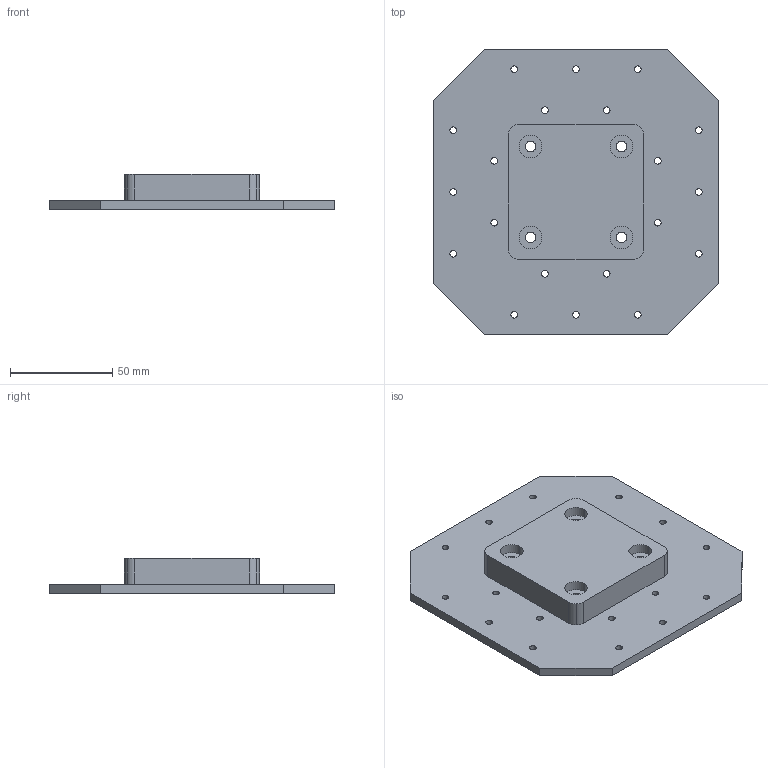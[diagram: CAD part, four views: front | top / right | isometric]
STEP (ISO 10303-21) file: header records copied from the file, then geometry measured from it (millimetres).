
FILE_DESCRIPTION((''),'2;1');
FILE_NAME('6810005.stp','2008-01-07T18:35:50',(''),(''),'Mechanical Desktop.R8.0.24.0','Mechanical Desktop.R8.0.24.0',', , ');
FILE_SCHEMA(('CONFIG_CONTROL_DESIGN'));
Length unit declared in the file: millimetre
Products named in the file (2): 6810005A; 6810005
Assembly tree (1 placements, depth 2):
  6810005A
    6810005
Bounding box: 139.75 x 139.75 x 17.14 mm (x, y, z)
Volume: 132257.4 mm3; surface area: 43784.3 mm2
Topology: 1 solids, 1 shells, 123 faces, 308 edges, 192 vertices
Faces by surface type: cylinder 64, cone 40, plane 19
Entity records: 3915 total; most frequent: DIRECTION 726, CARTESIAN_POINT 625, ORIENTED_EDGE 616, EDGE_CURVE 308, AXIS2_PLACEMENT_3D 293, VERTEX_POINT 192, EDGE_LOOP 176, CIRCLE 168
